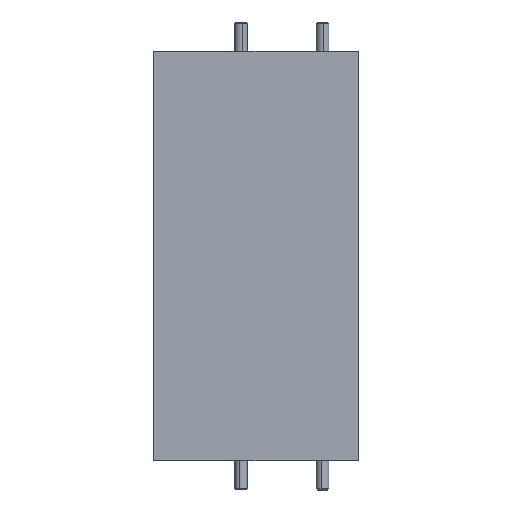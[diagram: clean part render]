
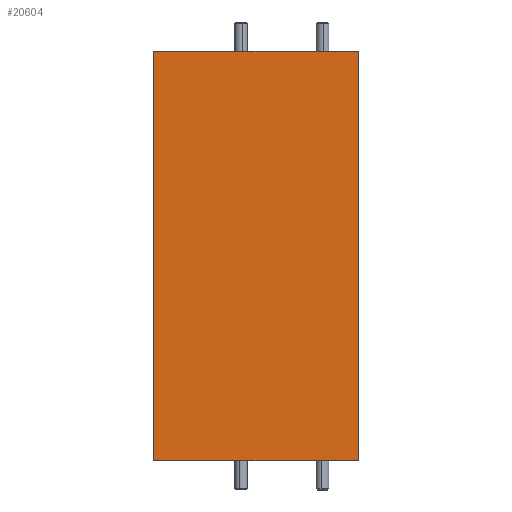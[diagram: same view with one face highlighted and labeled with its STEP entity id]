
A CAD part, left-side view. The second image highlights one B-rep face of the part: STEP entity #20604.
In plain terms, the highlighted planar face has unit normal (-1, 0, 0).
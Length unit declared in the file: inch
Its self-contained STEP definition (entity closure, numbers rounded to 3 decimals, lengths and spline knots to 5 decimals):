
#1620 = VECTOR ( 'NONE', #10277, 39.37008 ) ;
#2476 = CARTESIAN_POINT ( 'NONE',  ( -0.75, 1., 1. ) ) ;
#3151 = DIRECTION ( 'NONE',  ( 0., -1., 0. ) ) ;
#3526 = DIRECTION ( 'NONE',  ( 0., 0., 1. ) ) ;
#3571 = VECTOR ( 'NONE', #3526, 39.37008 ) ;
#4084 = LINE ( 'NONE', #41874, #37811 ) ;
#4637 = LINE ( 'NONE', #31675, #3571 ) ;
#7815 = FACE_OUTER_BOUND ( 'NONE', #10652, .T. ) ;
#8451 = LINE ( 'NONE', #31149, #38912 ) ;
#10277 = DIRECTION ( 'NONE',  ( 0., 0., 1. ) ) ;
#10652 = EDGE_LOOP ( 'NONE', ( #12155, #36631, #41550, #36037 ) ) ;
#12155 = ORIENTED_EDGE ( 'NONE', *, *, #40919, .T. ) ;
#12481 = LINE ( 'NONE', #15824, #1620 ) ;
#13695 = VERTEX_POINT ( 'NONE', #20257 ) ;
#14061 = EDGE_CURVE ( 'NONE', #13695, #29675, #12481, .T. ) ;
#15824 = CARTESIAN_POINT ( 'NONE',  ( -0.75, 1., 1. ) ) ;
#16010 = CARTESIAN_POINT ( 'NONE',  ( -0.75, 0., -1. ) ) ;
#16467 = DIRECTION ( 'NONE',  ( 0., 0., -1. ) ) ;
#17058 = DIRECTION ( 'NONE',  ( 1., 0., 0. ) ) ;
#17944 = EDGE_CURVE ( 'NONE', #29675, #36043, #8451, .T. ) ;
#18734 = AXIS2_PLACEMENT_3D ( 'NONE', #37289, #17058, #16467 ) ;
#20257 = CARTESIAN_POINT ( 'NONE',  ( -0.75, 1., -1. ) ) ;
#20604 = ADVANCED_FACE ( 'NONE', ( #7815 ), #33830, .F. ) ;
#29675 = VERTEX_POINT ( 'NONE', #2476 ) ;
#31149 = CARTESIAN_POINT ( 'NONE',  ( -0.75, 0.405, 1. ) ) ;
#31675 = CARTESIAN_POINT ( 'NONE',  ( -0.75, 0., 1. ) ) ;
#33830 = PLANE ( 'NONE',  #18734 ) ;
#36037 = ORIENTED_EDGE ( 'NONE', *, *, #41258, .T. ) ;
#36043 = VERTEX_POINT ( 'NONE', #37189 ) ;
#36631 = ORIENTED_EDGE ( 'NONE', *, *, #17944, .F. ) ;
#36790 = VERTEX_POINT ( 'NONE', #16010 ) ;
#37189 = CARTESIAN_POINT ( 'NONE',  ( -0.75, 0., 1. ) ) ;
#37289 = CARTESIAN_POINT ( 'NONE',  ( -0.75, 0.405, 1. ) ) ;
#37811 = VECTOR ( 'NONE', #42472, 39.37008 ) ;
#38912 = VECTOR ( 'NONE', #3151, 39.37008 ) ;
#40919 = EDGE_CURVE ( 'NONE', #36790, #36043, #4637, .T. ) ;
#41258 = EDGE_CURVE ( 'NONE', #13695, #36790, #4084, .T. ) ;
#41550 = ORIENTED_EDGE ( 'NONE', *, *, #14061, .F. ) ;
#41874 = CARTESIAN_POINT ( 'NONE',  ( -0.75, 0.405, -1. ) ) ;
#42472 = DIRECTION ( 'NONE',  ( 0., -1., 0. ) ) ;
